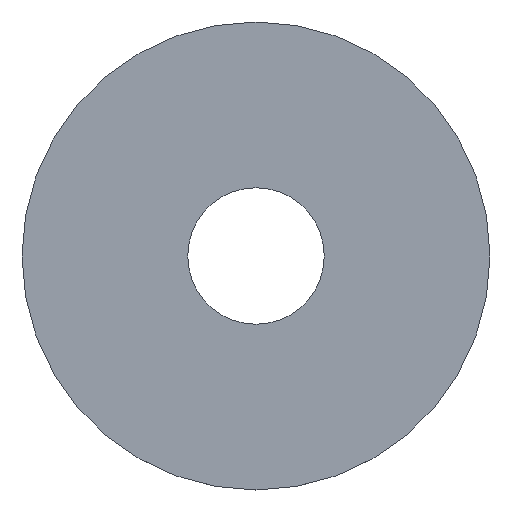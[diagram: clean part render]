
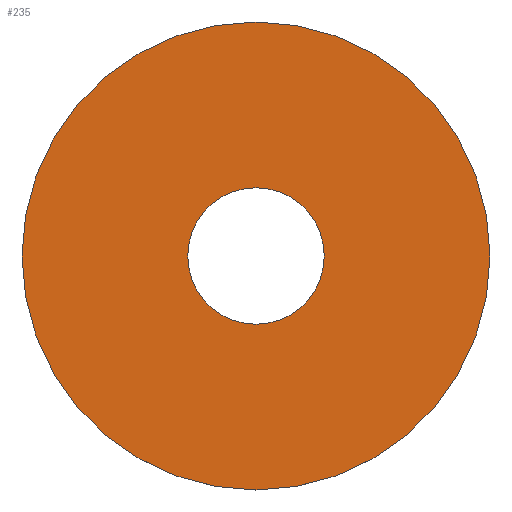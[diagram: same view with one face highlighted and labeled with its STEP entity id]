
A CAD part, top view. The second image highlights one B-rep face of the part: STEP entity #235.
In plain terms, the highlighted planar face has unit normal (0, 0, 1).
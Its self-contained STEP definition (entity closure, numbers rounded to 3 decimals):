
#2 = CIRCLE ( 'NONE', #224, 7. ) ;
#14 = CIRCLE ( 'NONE', #165, 24. ) ;
#24 = VERTEX_POINT ( 'NONE', #101 ) ;
#26 = EDGE_CURVE ( 'NONE', #24, #205, #14, .T. ) ;
#30 = DIRECTION ( 'NONE',  ( 1., 0., 0. ) ) ;
#35 = CARTESIAN_POINT ( 'NONE',  ( -7., 0., 0.75 ) ) ;
#38 = EDGE_CURVE ( 'NONE', #181, #237, #79, .T. ) ;
#43 = ORIENTED_EDGE ( 'NONE', *, *, #54, .F. ) ;
#54 = EDGE_CURVE ( 'NONE', #237, #181, #2, .T. ) ;
#61 = CARTESIAN_POINT ( 'NONE',  ( 0., 0., 0.75 ) ) ;
#68 = EDGE_LOOP ( 'NONE', ( #43, #80 ) ) ;
#76 = PLANE ( 'NONE',  #206 ) ;
#79 = CIRCLE ( 'NONE', #114, 7. ) ;
#80 = ORIENTED_EDGE ( 'NONE', *, *, #38, .F. ) ;
#81 = ORIENTED_EDGE ( 'NONE', *, *, #225, .T. ) ;
#85 = EDGE_LOOP ( 'NONE', ( #81, #155 ) ) ;
#92 = FACE_OUTER_BOUND ( 'NONE', #85, .T. ) ;
#101 = CARTESIAN_POINT ( 'NONE',  ( 24., 0., 0.75 ) ) ;
#110 = CARTESIAN_POINT ( 'NONE',  ( 0., 0., 0.75 ) ) ;
#114 = AXIS2_PLACEMENT_3D ( 'NONE', #61, #189, #207 ) ;
#121 = FACE_BOUND ( 'NONE', #68, .T. ) ;
#133 = CARTESIAN_POINT ( 'NONE',  ( 0., 0., 0.75 ) ) ;
#148 = CIRCLE ( 'NONE', #234, 24. ) ;
#152 = DIRECTION ( 'NONE',  ( 0., 0., 1. ) ) ;
#155 = ORIENTED_EDGE ( 'NONE', *, *, #26, .T. ) ;
#157 = CARTESIAN_POINT ( 'NONE',  ( 7., 0., 0.75 ) ) ;
#165 = AXIS2_PLACEMENT_3D ( 'NONE', #133, #152, #184 ) ;
#179 = DIRECTION ( 'NONE',  ( 1., 0., 0. ) ) ;
#181 = VERTEX_POINT ( 'NONE', #157 ) ;
#184 = DIRECTION ( 'NONE',  ( 1., 0., 0. ) ) ;
#189 = DIRECTION ( 'NONE',  ( 0., 0., 1. ) ) ;
#192 = DIRECTION ( 'NONE',  ( 0., 0., 1. ) ) ;
#193 = DIRECTION ( 'NONE',  ( 0., 0., 1. ) ) ;
#199 = CARTESIAN_POINT ( 'NONE',  ( 0., 0., 0.75 ) ) ;
#203 = DIRECTION ( 'NONE',  ( 0., 0., 1. ) ) ;
#205 = VERTEX_POINT ( 'NONE', #212 ) ;
#206 = AXIS2_PLACEMENT_3D ( 'NONE', #199, #193, #179 ) ;
#207 = DIRECTION ( 'NONE',  ( 1., 0., 0. ) ) ;
#212 = CARTESIAN_POINT ( 'NONE',  ( -24., 0., 0.75 ) ) ;
#220 = DIRECTION ( 'NONE',  ( 1., 0., 0. ) ) ;
#224 = AXIS2_PLACEMENT_3D ( 'NONE', #110, #203, #220 ) ;
#225 = EDGE_CURVE ( 'NONE', #205, #24, #148, .T. ) ;
#234 = AXIS2_PLACEMENT_3D ( 'NONE', #247, #192, #30 ) ;
#235 = ADVANCED_FACE ( 'NONE', ( #92, #121 ), #76, .T. ) ;
#237 = VERTEX_POINT ( 'NONE', #35 ) ;
#247 = CARTESIAN_POINT ( 'NONE',  ( 0., 0., 0.75 ) ) ;
